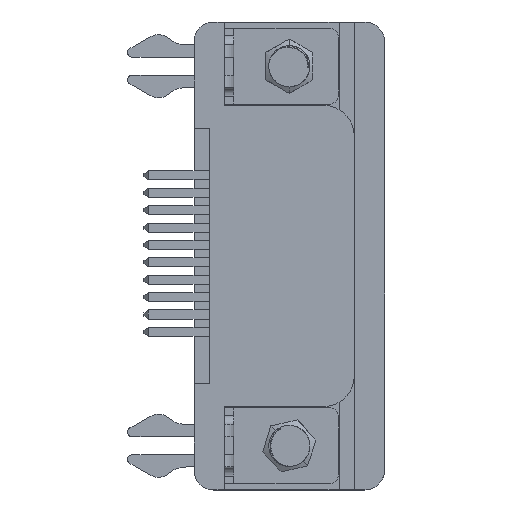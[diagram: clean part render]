
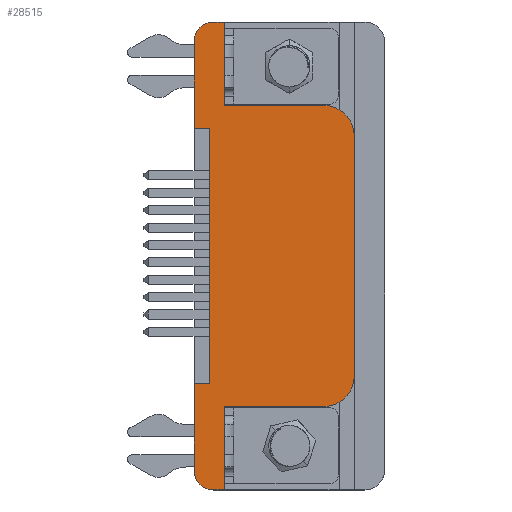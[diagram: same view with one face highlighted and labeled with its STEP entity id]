
A CAD part, front view. The second image highlights one B-rep face of the part: STEP entity #28515.
In plain terms, the highlighted planar face has unit normal (0, -1, 0).
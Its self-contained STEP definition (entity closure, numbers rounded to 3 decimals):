
#27705 = VERTEX_POINT('',#27706);
#27706 = CARTESIAN_POINT('',(7.032,2.572,22.283));
#27712 = EDGE_CURVE('',#27713,#27705,#27715,.T.);
#27713 = VERTEX_POINT('',#27714);
#27714 = CARTESIAN_POINT('',(7.746,2.572,22.283));
#27715 = LINE('',#27716,#27717);
#27716 = CARTESIAN_POINT('',(5.124,2.572,22.283));
#27717 = VECTOR('',#27718,1.);
#27718 = DIRECTION('',(-1.,0.,0.));
#27841 = VERTEX_POINT('',#27842);
#27842 = CARTESIAN_POINT('',(7.032,2.572,-8.527));
#27891 = VERTEX_POINT('',#27892);
#27892 = CARTESIAN_POINT('',(7.746,2.572,-8.527));
#27898 = EDGE_CURVE('',#27841,#27891,#27899,.T.);
#27899 = LINE('',#27900,#27901);
#27900 = CARTESIAN_POINT('',(5.124,2.572,-8.527));
#27901 = VECTOR('',#27902,1.);
#27902 = DIRECTION('',(1.,0.,0.));
#27912 = EDGE_CURVE('',#27913,#27841,#27915,.T.);
#27913 = VERTEX_POINT('',#27914);
#27914 = CARTESIAN_POINT('',(5.732,2.572,-7.227));
#27915 = CIRCLE('',#27916,1.3);
#27916 = AXIS2_PLACEMENT_3D('',#27917,#27918,#27919);
#27917 = CARTESIAN_POINT('',(7.032,2.572,-7.227));
#27918 = DIRECTION('',(0.,-1.,0.));
#27919 = DIRECTION('',(0.,0.,-1.));
#27939 = EDGE_CURVE('',#27940,#27913,#27942,.T.);
#27940 = VERTEX_POINT('',#27941);
#27941 = CARTESIAN_POINT('',(5.732,2.572,-1.527));
#27942 = LINE('',#27943,#27944);
#27943 = CARTESIAN_POINT('',(5.732,2.572,-1.561));
#27944 = VECTOR('',#27945,1.);
#27945 = DIRECTION('',(0.,0.,-1.));
#27964 = VERTEX_POINT('',#27965);
#27965 = CARTESIAN_POINT('',(5.732,2.572,15.283));
#27971 = EDGE_CURVE('',#27972,#27964,#27974,.T.);
#27972 = VERTEX_POINT('',#27973);
#27973 = CARTESIAN_POINT('',(5.732,2.572,20.983));
#27974 = LINE('',#27975,#27976);
#27975 = CARTESIAN_POINT('',(5.732,2.572,-1.561));
#27976 = VECTOR('',#27977,1.);
#27977 = DIRECTION('',(0.,0.,-1.));
#28237 = EDGE_CURVE('',#27972,#27705,#28238,.T.);
#28238 = CIRCLE('',#28239,1.3);
#28239 = AXIS2_PLACEMENT_3D('',#28240,#28241,#28242);
#28240 = CARTESIAN_POINT('',(7.032,2.572,20.983));
#28241 = DIRECTION('',(0.,1.,0.));
#28242 = DIRECTION('',(0.,0.,1.));
#28352 = VERTEX_POINT('',#28353);
#28353 = CARTESIAN_POINT('',(16.282,2.572,14.783));
#28359 = EDGE_CURVE('',#28360,#28352,#28362,.T.);
#28360 = VERTEX_POINT('',#28361);
#28361 = CARTESIAN_POINT('',(16.282,2.572,-1.027));
#28362 = LINE('',#28363,#28364);
#28363 = CARTESIAN_POINT('',(16.282,2.572,-1.561));
#28364 = VECTOR('',#28365,1.);
#28365 = DIRECTION('',(0.,-0.,1.));
#28478 = VERTEX_POINT('',#28479);
#28479 = CARTESIAN_POINT('',(7.746,2.572,16.783));
#28487 = EDGE_CURVE('',#28478,#27713,#28488,.T.);
#28488 = LINE('',#28489,#28490);
#28489 = CARTESIAN_POINT('',(7.746,2.572,4.766));
#28490 = VECTOR('',#28491,1.);
#28491 = DIRECTION('',(0.,-0.,1.));
#28515 = ADVANCED_FACE('',(#28516),#28586,.F.);
#28516 = FACE_BOUND('',#28517,.F.);
#28517 = EDGE_LOOP('',(#28518,#28519,#28520,#28528,#28535,#28536,#28545,
    #28553,#28559,#28560,#28561,#28562,#28570,#28578,#28584,#28585));
#28518 = ORIENTED_EDGE('',*,*,#27712,.F.);
#28519 = ORIENTED_EDGE('',*,*,#28487,.F.);
#28520 = ORIENTED_EDGE('',*,*,#28521,.F.);
#28521 = EDGE_CURVE('',#28522,#28478,#28524,.T.);
#28522 = VERTEX_POINT('',#28523);
#28523 = CARTESIAN_POINT('',(14.282,2.572,16.783));
#28524 = LINE('',#28525,#28526);
#28525 = CARTESIAN_POINT('',(5.507,2.572,16.783));
#28526 = VECTOR('',#28527,1.);
#28527 = DIRECTION('',(-1.,0.,0.));
#28528 = ORIENTED_EDGE('',*,*,#28529,.F.);
#28529 = EDGE_CURVE('',#28352,#28522,#28530,.T.);
#28530 = CIRCLE('',#28531,2.);
#28531 = AXIS2_PLACEMENT_3D('',#28532,#28533,#28534);
#28532 = CARTESIAN_POINT('',(14.282,2.572,14.783));
#28533 = DIRECTION('',(0.,-1.,0.));
#28534 = DIRECTION('',(0.,0.,-1.));
#28535 = ORIENTED_EDGE('',*,*,#28359,.F.);
#28536 = ORIENTED_EDGE('',*,*,#28537,.F.);
#28537 = EDGE_CURVE('',#28538,#28360,#28540,.T.);
#28538 = VERTEX_POINT('',#28539);
#28539 = CARTESIAN_POINT('',(14.282,2.572,-3.027));
#28540 = CIRCLE('',#28541,2.);
#28541 = AXIS2_PLACEMENT_3D('',#28542,#28543,#28544);
#28542 = CARTESIAN_POINT('',(14.282,2.572,-1.027));
#28543 = DIRECTION('',(0.,-1.,0.));
#28544 = DIRECTION('',(0.,0.,-1.));
#28545 = ORIENTED_EDGE('',*,*,#28546,.F.);
#28546 = EDGE_CURVE('',#28547,#28538,#28549,.T.);
#28547 = VERTEX_POINT('',#28548);
#28548 = CARTESIAN_POINT('',(7.746,2.572,-3.027));
#28549 = LINE('',#28550,#28551);
#28550 = CARTESIAN_POINT('',(5.507,2.572,-3.027));
#28551 = VECTOR('',#28552,1.);
#28552 = DIRECTION('',(1.,0.,0.));
#28553 = ORIENTED_EDGE('',*,*,#28554,.F.);
#28554 = EDGE_CURVE('',#27891,#28547,#28555,.T.);
#28555 = LINE('',#28556,#28557);
#28556 = CARTESIAN_POINT('',(7.746,2.572,-7.889));
#28557 = VECTOR('',#28558,1.);
#28558 = DIRECTION('',(0.,0.,1.));
#28559 = ORIENTED_EDGE('',*,*,#27898,.F.);
#28560 = ORIENTED_EDGE('',*,*,#27912,.F.);
#28561 = ORIENTED_EDGE('',*,*,#27939,.F.);
#28562 = ORIENTED_EDGE('',*,*,#28563,.F.);
#28563 = EDGE_CURVE('',#28564,#27940,#28566,.T.);
#28564 = VERTEX_POINT('',#28565);
#28565 = CARTESIAN_POINT('',(6.732,2.572,-1.527));
#28566 = LINE('',#28567,#28568);
#28567 = CARTESIAN_POINT('',(3.116,2.572,-1.527));
#28568 = VECTOR('',#28569,1.);
#28569 = DIRECTION('',(-1.,0.,0.));
#28570 = ORIENTED_EDGE('',*,*,#28571,.F.);
#28571 = EDGE_CURVE('',#28572,#28564,#28574,.T.);
#28572 = VERTEX_POINT('',#28573);
#28573 = CARTESIAN_POINT('',(6.732,2.572,15.283));
#28574 = LINE('',#28575,#28576);
#28575 = CARTESIAN_POINT('',(6.732,2.572,-1.561));
#28576 = VECTOR('',#28577,1.);
#28577 = DIRECTION('',(0.,0.,-1.));
#28578 = ORIENTED_EDGE('',*,*,#28579,.F.);
#28579 = EDGE_CURVE('',#27964,#28572,#28580,.T.);
#28580 = LINE('',#28581,#28582);
#28581 = CARTESIAN_POINT('',(3.116,2.572,15.283));
#28582 = VECTOR('',#28583,1.);
#28583 = DIRECTION('',(1.,-0.,0.));
#28584 = ORIENTED_EDGE('',*,*,#27971,.F.);
#28585 = ORIENTED_EDGE('',*,*,#28237,.T.);
#28586 = PLANE('',#28587);
#28587 = AXIS2_PLACEMENT_3D('',#28588,#28589,#28590);
#28588 = CARTESIAN_POINT('',(0.,2.572,-10.));
#28589 = DIRECTION('',(0.,1.,0.));
#28590 = DIRECTION('',(0.,0.,1.));
